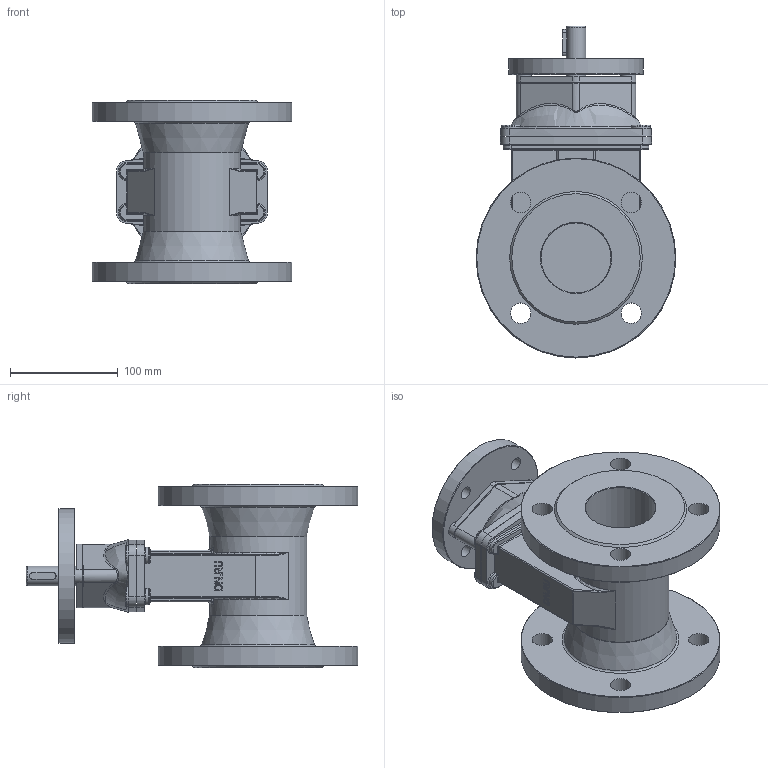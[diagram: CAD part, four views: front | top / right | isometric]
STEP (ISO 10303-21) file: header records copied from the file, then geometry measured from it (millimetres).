
FILE_DESCRIPTION(/* description */ (''),/* implementation_level */ '2;1');
FILE_NAME(/* name */ 'DN65_3D_STEP.stp',/* time_stamp */ '2025-07-09T21:23:27+03:00',/* author */ ('igorr'),/* organization */ (''),/* preprocessor_version */ 'ST-DEVELOPER v20',/* originating_system */ 'Autodesk Inventor 2025',/* authorisation */ '');
FILE_SCHEMA (('AUTOMOTIVE_DESIGN { 1 0 10303 214 3 1 1 }'));
Length unit declared in the file: millimetre
Products named in the file (1): Деталь1
Bounding box: 185 x 307.5 x 170 mm (x, y, z)
Volume: 2335061 mm3; surface area: 279013.6 mm2
Topology: 1 solids, 1 shells, 323 faces, 806 edges, 499 vertices
Faces by surface type: plane 108, cylinder 103, bspline 57, torus 35, cone 12, sphere 8
Full cylindrical faces by diameter (mm): 8 x8, 12 x4, 14 x2, 18 x5, 19 x8, 30 x1, 65 x2, 70 x1, 90 x1, 125 x1, 185 x2
Entity records: 12519 total; most frequent: CARTESIAN_POINT 4577, ORIENTED_EDGE 1592, DIRECTION 1523, EDGE_CURVE 796, AXIS2_PLACEMENT_3D 586, VERTEX_POINT 499, EDGE_LOOP 383, LINE 351
